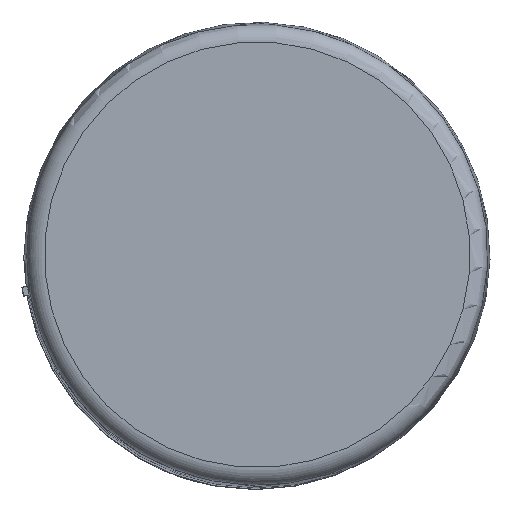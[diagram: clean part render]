
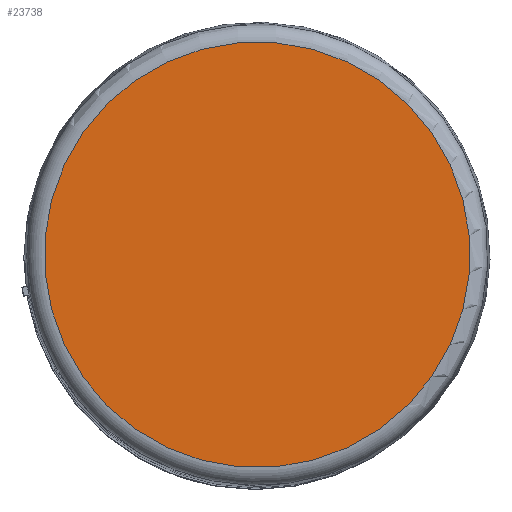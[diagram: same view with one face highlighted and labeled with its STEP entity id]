
A CAD part, top view. The second image highlights one B-rep face of the part: STEP entity #23738.
In plain terms, the highlighted planar face has unit normal (0, 0, 1).
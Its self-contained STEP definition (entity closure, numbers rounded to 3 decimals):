
#1407=PLANE('',#25987);
#7885=FACE_OUTER_BOUND('',#9608,.T.);
#9608=EDGE_LOOP('',(#22307));
#10385=CIRCLE('',#25952,24.184);
#12611=VERTEX_POINT('',#45063);
#15818=EDGE_CURVE('',#12611,#12611,#10385,.F.);
#22307=ORIENTED_EDGE('',*,*,#15818,.T.);
#23738=ADVANCED_FACE('',(#7885),#1407,.F.);
#25952=AXIS2_PLACEMENT_3D('',#45064,#32482,#32483);
#25987=AXIS2_PLACEMENT_3D('',#45193,#32572,#32573);
#32482=DIRECTION('center_axis',(0.,0.,-1.));
#32483=DIRECTION('ref_axis',(-1.,0.,0.));
#32572=DIRECTION('center_axis',(0.,0.,-1.));
#32573=DIRECTION('ref_axis',(-1.,0.,0.));
#45063=CARTESIAN_POINT('',(-24.184,0.,17.25));
#45064=CARTESIAN_POINT('Origin',(0.,0.,17.25));
#45193=CARTESIAN_POINT('Origin',(0.,0.,17.25));
